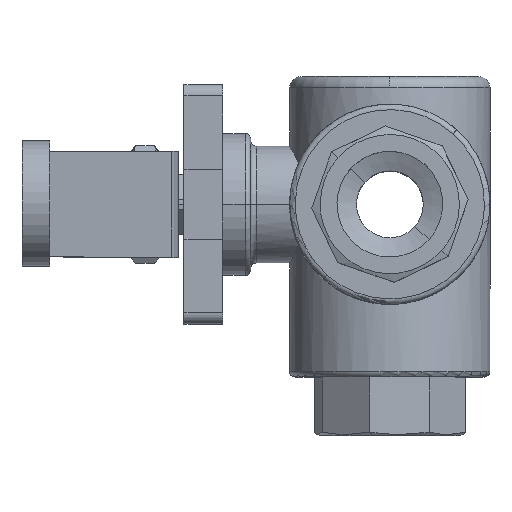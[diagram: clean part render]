
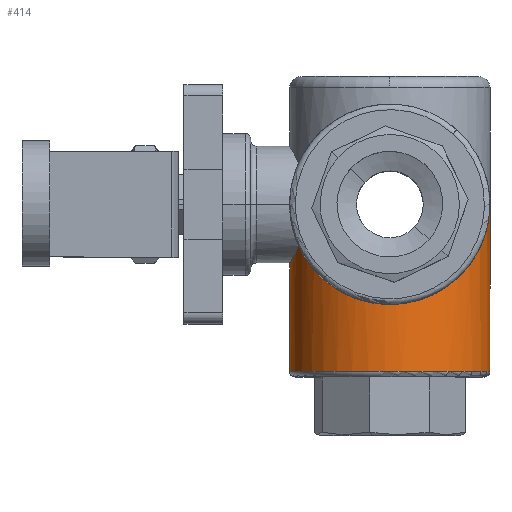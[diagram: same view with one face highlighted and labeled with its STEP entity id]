
A CAD part, top view. The second image highlights one B-rep face of the part: STEP entity #414.
In plain terms, the highlighted cylindrical face has radius 18 mm (diameter 36 mm), a partial arc.
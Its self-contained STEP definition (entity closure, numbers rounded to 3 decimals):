
#12 = VERTEX_POINT ( 'NONE', #11274 ) ;
#29 = ORIENTED_EDGE ( 'NONE', *, *, #3691, .T. ) ;
#117 = DIRECTION ( 'NONE',  ( 0., -1., 0. ) ) ;
#150 = CARTESIAN_POINT ( 'NONE',  ( -18., -10.5, 32.5 ) ) ;
#341 = CARTESIAN_POINT ( 'NONE',  ( -17.204, -9.069, 37.802 ) ) ;
#344 = DIRECTION ( 'NONE',  ( 0., 1., 0. ) ) ;
#390 = CARTESIAN_POINT ( 'NONE',  ( -17.378, -9.395, 37.201 ) ) ;
#414 = ADVANCED_FACE ( 'NONE', ( #9640 ), #5235, .T. ) ;
#505 = CARTESIAN_POINT ( 'NONE',  ( -17.797, -10.149, 35.279 ) ) ;
#761 = VERTEX_POINT ( 'NONE', #5205 ) ;
#825 = CARTESIAN_POINT ( 'NONE',  ( -16.397, -7.425, 39.925 ) ) ;
#1262 = CARTESIAN_POINT ( 'NONE',  ( -18., -10.5, 32.5 ) ) ;
#1458 =( BOUNDED_CURVE ( )  B_SPLINE_CURVE ( 3, ( #1689, #5225, #8764, #825 ),
 .UNSPECIFIED., .F., .F. ) 
 B_SPLINE_CURVE_WITH_KNOTS ( ( 4, 4 ),
 ( 1.571, 4.287 ),
 .UNSPECIFIED. ) 
 CURVE ( )  GEOMETRIC_REPRESENTATION_ITEM ( )  RATIONAL_B_SPLINE_CURVE ( ( 1., 0.474, 0.474, 1. ) ) 
 REPRESENTATION_ITEM ( '' )  );
#1519 = ORIENTED_EDGE ( 'NONE', *, *, #10918, .F. ) ;
#1640 = VERTEX_POINT ( 'NONE', #8330 ) ;
#1654 = CARTESIAN_POINT ( 'NONE',  ( 18., 0., 32.5 ) ) ;
#1658 = VERTEX_POINT ( 'NONE', #8166 ) ;
#1689 = CARTESIAN_POINT ( 'NONE',  ( 18., 0., 32.5 ) ) ;
#2104 = ORIENTED_EDGE ( 'NONE', *, *, #6715, .T. ) ;
#2185 = CARTESIAN_POINT ( 'NONE',  ( -18., 23., 32.5 ) ) ;
#2298 = CARTESIAN_POINT ( 'NONE',  ( -17.681, -9.945, 35.937 ) ) ;
#2613 = ORIENTED_EDGE ( 'NONE', *, *, #4272, .T. ) ;
#2991 = CARTESIAN_POINT ( 'NONE',  ( -17.918, -10.358, 34.255 ) ) ;
#3056 = CARTESIAN_POINT ( 'NONE',  ( -17.99, -10.483, 33.201 ) ) ;
#3262 = B_SPLINE_CURVE_WITH_KNOTS ( 'NONE', 3,
 ( #8219, #10882, #6639, #5615, #341, #390, #3995, #2298, #505, #2991, #3881, #3056, #10071, #1262 ),
 .UNSPECIFIED., .F., .F.,
 ( 4, 2, 2, 2, 2, 2, 4 ),
 ( 0., 0.002, 0.003, 0.004, 0.006, 0.007, 0.008 ),
 .UNSPECIFIED. ) ;
#3531 = CARTESIAN_POINT ( 'NONE',  ( 18., 23., 32.5 ) ) ;
#3691 = EDGE_CURVE ( 'NONE', #11376, #1640, #1458, .T. ) ;
#3881 = CARTESIAN_POINT ( 'NONE',  ( -17.949, -10.412, 33.905 ) ) ;
#3995 = CARTESIAN_POINT ( 'NONE',  ( -17.46, -9.545, 36.888 ) ) ;
#4272 = EDGE_CURVE ( 'NONE', #8457, #761, #5614, .T. ) ;
#4359 = AXIS2_PLACEMENT_3D ( 'NONE', #9874, #4655, #6496 ) ;
#4459 = LINE ( 'NONE', #3531, #5290 ) ;
#4655 = DIRECTION ( 'NONE',  ( 0., 1., 0. ) ) ;
#5205 = CARTESIAN_POINT ( 'NONE',  ( -18., -30., 32.5 ) ) ;
#5225 = CARTESIAN_POINT ( 'NONE',  ( 18., -24.747, 57.247 ) ) ;
#5235 = CYLINDRICAL_SURFACE ( 'NONE', #6320, 18. ) ;
#5290 = VECTOR ( 'NONE', #117, 1000. ) ;
#5614 = LINE ( 'NONE', #2185, #8377 ) ;
#5615 = CARTESIAN_POINT ( 'NONE',  ( -17.112, -8.893, 38.092 ) ) ;
#5724 = DIRECTION ( 'NONE',  ( 0., -1., 0. ) ) ;
#5796 = EDGE_CURVE ( 'NONE', #761, #12, #6385, .T. ) ;
#5956 = EDGE_LOOP ( 'NONE', ( #2104, #2613, #8074, #10620, #1519, #29 ) ) ;
#6320 = AXIS2_PLACEMENT_3D ( 'NONE', #11379, #9963, #8164 ) ;
#6385 = CIRCLE ( 'NONE', #4359, 18. ) ;
#6496 = DIRECTION ( 'NONE',  ( -0.257, 0., 0.966 ) ) ;
#6639 = CARTESIAN_POINT ( 'NONE',  ( -16.823, -8.328, 38.93 ) ) ;
#6715 = EDGE_CURVE ( 'NONE', #1640, #8457, #3262, .T. ) ;
#6932 = CIRCLE ( 'NONE', #8588, 18. ) ;
#8074 = ORIENTED_EDGE ( 'NONE', *, *, #5796, .T. ) ;
#8164 = DIRECTION ( 'NONE',  ( 1., 0., 0. ) ) ;
#8166 = CARTESIAN_POINT ( 'NONE',  ( 18., -30., 32.5 ) ) ;
#8219 = CARTESIAN_POINT ( 'NONE',  ( -16.397, -7.425, 39.925 ) ) ;
#8330 = CARTESIAN_POINT ( 'NONE',  ( -16.397, -7.425, 39.925 ) ) ;
#8377 = VECTOR ( 'NONE', #5724, 1000. ) ;
#8457 = VERTEX_POINT ( 'NONE', #150 ) ;
#8588 = AXIS2_PLACEMENT_3D ( 'NONE', #10832, #344, #9959 ) ;
#8764 = CARTESIAN_POINT ( 'NONE',  ( -6.19, -29.968, 62.468 ) ) ;
#9603 = EDGE_CURVE ( 'NONE', #12, #1658, #6932, .T. ) ;
#9640 = FACE_OUTER_BOUND ( 'NONE', #5956, .T. ) ;
#9874 = CARTESIAN_POINT ( 'NONE',  ( 0., -30., 32.5 ) ) ;
#9959 = DIRECTION ( 'NONE',  ( -0.257, 0., 0.966 ) ) ;
#9963 = DIRECTION ( 'NONE',  ( 0., -1., 0. ) ) ;
#10071 = CARTESIAN_POINT ( 'NONE',  ( -18., -10.5, 32.85 ) ) ;
#10620 = ORIENTED_EDGE ( 'NONE', *, *, #9603, .T. ) ;
#10832 = CARTESIAN_POINT ( 'NONE',  ( 0., -30., 32.5 ) ) ;
#10882 = CARTESIAN_POINT ( 'NONE',  ( -16.614, -7.902, 39.447 ) ) ;
#10918 = EDGE_CURVE ( 'NONE', #11376, #1658, #4459, .T. ) ;
#11274 = CARTESIAN_POINT ( 'NONE',  ( 17.394, -30., 37.133 ) ) ;
#11376 = VERTEX_POINT ( 'NONE', #1654 ) ;
#11379 = CARTESIAN_POINT ( 'NONE',  ( 0., 23., 32.5 ) ) ;
